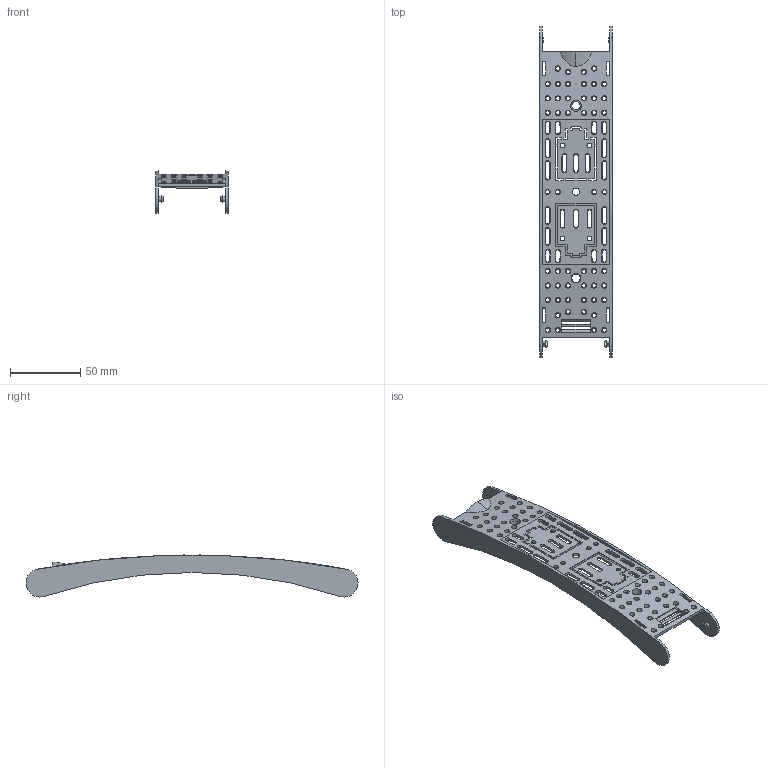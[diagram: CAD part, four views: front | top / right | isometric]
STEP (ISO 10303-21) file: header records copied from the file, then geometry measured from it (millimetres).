
FILE_DESCRIPTION(/* description */ (''),/* implementation_level */ '2;1');
FILE_NAME(/* name */ '3NX3151_000156033_stp_stp.stp',/* time_stamp */ '2024-10-10T09:28:32+02:00',/* author */ (''),/* organization */ (''),/* preprocessor_version */ 'ST-DEVELOPER v18.101',/* originating_system */ 'SIEMENS PLM Software NX 2007',/* authorisation */ '');
FILE_SCHEMA (('AUTOMOTIVE_DESIGN { 1 0 10303 214 3 1 1 1 }'));
Length unit declared in the file: millimetre
Products named in the file (1): 3NX3151_000156033_stp_stp
Bounding box: 52 x 236.76 x 29.97 mm (x, y, z)
Volume: 29382.6 mm3; surface area: 38967.9 mm2
Topology: 1 solids, 1 shells, 544 faces, 1640 edges, 1098 vertices
Faces by surface type: plane 325, cone 119, bspline 51, cylinder 46, sphere 2, revolution 1
Entity records: 26421 total; most frequent: CARTESIAN_POINT 8150, ORIENTED_EDGE 3216, DIRECTION 2562, EDGE_CURVE 1608, VERTEX_POINT 1081, LINE 967, VECTOR 967, AXIS2_PLACEMENT_3D 797
